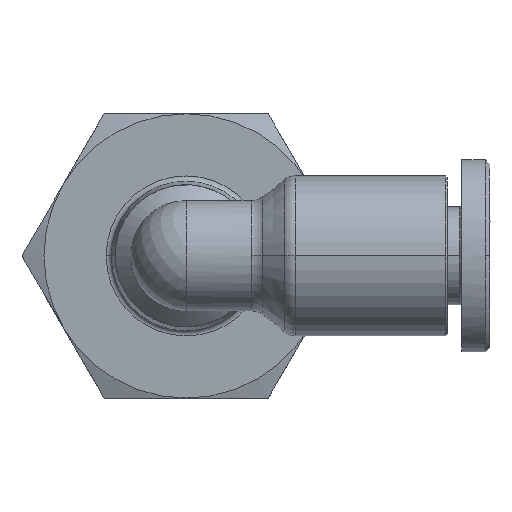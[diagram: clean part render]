
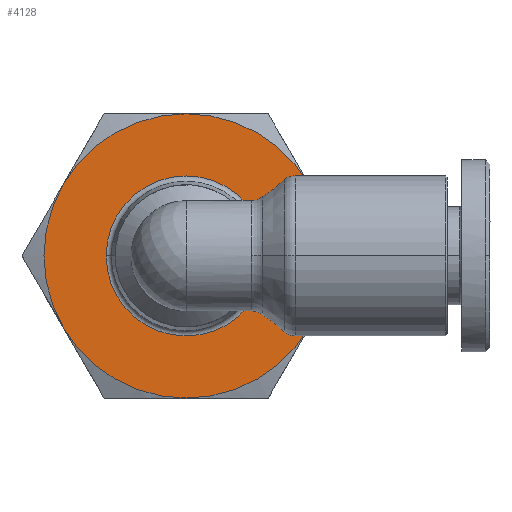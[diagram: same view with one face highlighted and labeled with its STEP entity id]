
A CAD part, top view. The second image highlights one B-rep face of the part: STEP entity #4128.
In plain terms, the highlighted planar face has unit normal (0, 0, 1).
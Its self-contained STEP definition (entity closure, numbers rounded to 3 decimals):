
#38=FACE_BOUND('',#1309,.F.);
#404=PLANE('',#8805);
#859=FACE_OUTER_BOUND('',#1310,.F.);
#1309=EDGE_LOOP('',(#3560,#3561));
#1310=EDGE_LOOP('',(#3562,#3563,#3564,#3565,#3566,#3567));
#3560=ORIENTED_EDGE('',*,*,#6454,.T.);
#3561=ORIENTED_EDGE('',*,*,#6453,.T.);
#3562=ORIENTED_EDGE('',*,*,#6471,.F.);
#3563=ORIENTED_EDGE('',*,*,#6472,.F.);
#3564=ORIENTED_EDGE('',*,*,#6437,.F.);
#3565=ORIENTED_EDGE('',*,*,#6473,.F.);
#3566=ORIENTED_EDGE('',*,*,#6474,.F.);
#3567=ORIENTED_EDGE('',*,*,#6435,.F.);
#4128=ADVANCED_FACE('',(#38,#859),#404,.T.);
#6298=CIRCLE('',#8385,8.);
#6299=CIRCLE('',#8386,8.);
#6310=CIRCLE('',#8397,4.501);
#6311=CIRCLE('',#8398,4.501);
#6328=CIRCLE('',#8415,8.);
#6329=CIRCLE('',#8416,8.);
#6330=CIRCLE('',#8417,8.);
#6331=CIRCLE('',#8418,8.);
#6435=EDGE_CURVE('',#8242,#8244,#6298,.T.);
#6437=EDGE_CURVE('',#8240,#8239,#6299,.T.);
#6453=EDGE_CURVE('',#8224,#8223,#6310,.T.);
#6454=EDGE_CURVE('',#8223,#8224,#6311,.T.);
#6471=EDGE_CURVE('',#8206,#8242,#6328,.T.);
#6472=EDGE_CURVE('',#8239,#8206,#6329,.T.);
#6473=EDGE_CURVE('',#8205,#8240,#6330,.T.);
#6474=EDGE_CURVE('',#8244,#8205,#6331,.T.);
#8205=VERTEX_POINT('',#11461);
#8206=VERTEX_POINT('',#11462);
#8223=VERTEX_POINT('',#11479);
#8224=VERTEX_POINT('',#11480);
#8239=VERTEX_POINT('',#11495);
#8240=VERTEX_POINT('',#11496);
#8242=VERTEX_POINT('',#11498);
#8244=VERTEX_POINT('',#11500);
#8385=AXIS2_PLACEMENT_3D('',#11989,#8908,#8909);
#8386=AXIS2_PLACEMENT_3D('',#11995,#8910,#8911);
#8397=AXIS2_PLACEMENT_3D('',#12031,#8932,#8933);
#8398=AXIS2_PLACEMENT_3D('',#12032,#8934,#8935);
#8415=AXIS2_PLACEMENT_3D('',#12049,#8968,#8969);
#8416=AXIS2_PLACEMENT_3D('',#12050,#8970,#8971);
#8417=AXIS2_PLACEMENT_3D('',#12051,#8972,#8973);
#8418=AXIS2_PLACEMENT_3D('',#12052,#8974,#8975);
#8805=AXIS2_PLACEMENT_3D('',#14806,#10724,#10725);
#8908=DIRECTION('',(0.,0.,1.));
#8909=DIRECTION('',(-0.866,0.5,0.));
#8910=DIRECTION('',(0.,0.,1.));
#8911=DIRECTION('',(0.866,-0.5,0.));
#8932=DIRECTION('',(0.,0.,1.));
#8933=DIRECTION('',(1.,0.,0.));
#8934=DIRECTION('',(0.,0.,1.));
#8935=DIRECTION('',(-1.,0.,0.));
#8968=DIRECTION('',(0.,0.,1.));
#8969=DIRECTION('',(0.,1.,0.));
#8970=DIRECTION('',(0.,0.,1.));
#8971=DIRECTION('',(0.866,0.5,0.));
#8972=DIRECTION('',(0.,0.,1.));
#8973=DIRECTION('',(0.,-1.,0.));
#8974=DIRECTION('',(0.,0.,1.));
#8975=DIRECTION('',(-0.866,-0.5,0.));
#10724=DIRECTION('',(0.,0.,1.));
#10725=DIRECTION('',(-1.,0.,0.));
#11461=CARTESIAN_POINT('',(12.366,9.287,-1.862));
#11462=CARTESIAN_POINT('',(12.366,25.287,-1.862));
#11479=CARTESIAN_POINT('',(7.865,17.287,-1.862));
#11480=CARTESIAN_POINT('',(16.867,17.287,-1.862));
#11495=CARTESIAN_POINT('',(19.295,21.287,-1.862));
#11496=CARTESIAN_POINT('',(19.295,13.287,-1.862));
#11498=CARTESIAN_POINT('',(5.438,21.287,-1.862));
#11500=CARTESIAN_POINT('',(5.438,13.287,-1.862));
#11989=CARTESIAN_POINT('',(12.366,17.287,-1.862));
#11995=CARTESIAN_POINT('',(12.366,17.287,-1.862));
#12031=CARTESIAN_POINT('',(12.366,17.287,-1.862));
#12032=CARTESIAN_POINT('',(12.366,17.287,-1.862));
#12049=CARTESIAN_POINT('',(12.366,17.287,-1.862));
#12050=CARTESIAN_POINT('',(12.366,17.287,-1.862));
#12051=CARTESIAN_POINT('',(12.366,17.287,-1.862));
#12052=CARTESIAN_POINT('',(12.366,17.287,-1.862));
#14806=CARTESIAN_POINT('',(21.122,26.087,-1.862));
